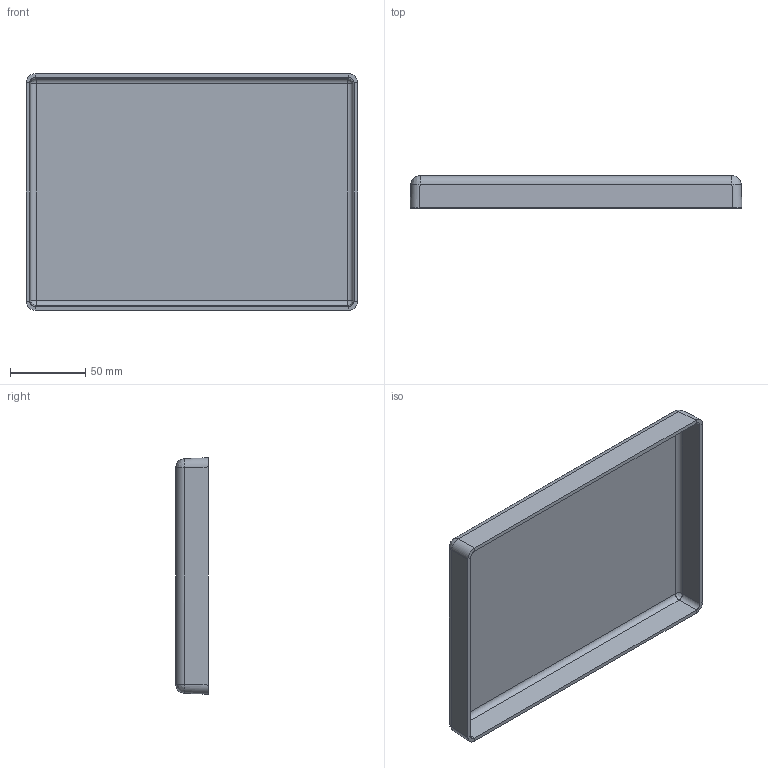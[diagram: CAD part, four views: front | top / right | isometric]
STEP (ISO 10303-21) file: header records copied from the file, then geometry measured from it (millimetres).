
FILE_DESCRIPTION (( 'STEP AP214' ), '1' );
FILE_NAME ('1150 new case top.STEP', '2015-11-14T22:02:05', ( '' ), ( '' ), 'SwSTEP 2.0', 'SolidWorks 2014', '' );
FILE_SCHEMA (( 'AUTOMOTIVE_DESIGN' ));
Length unit declared in the file: inch
Products named in the file (1): 1150 new case top
Bounding box: 220.72 x 21.59 x 157.22 mm (x, y, z)
Volume: 118632.3 mm3; surface area: 95297.4 mm2
Topology: 1 solids, 1 shells, 42 faces, 80 edges, 40 vertices
Faces by surface type: cylinder 16, plane 14, bspline 12
Entity records: 1348 total; most frequent: CARTESIAN_POINT 547, ORIENTED_EDGE 160, DIRECTION 150, EDGE_CURVE 80, AXIS2_PLACEMENT_3D 51, VECTOR 48, LINE 48, FACE_OUTER_BOUND 42
